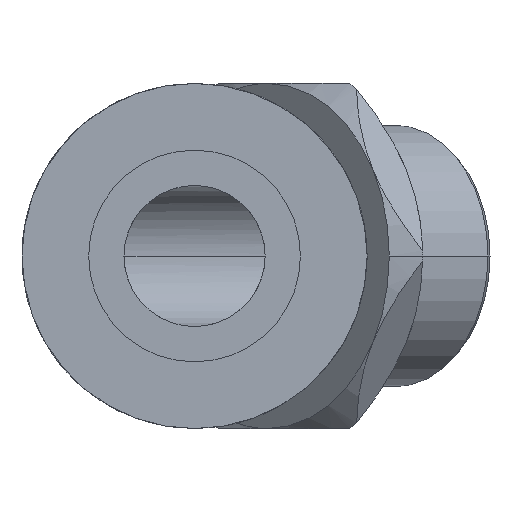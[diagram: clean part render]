
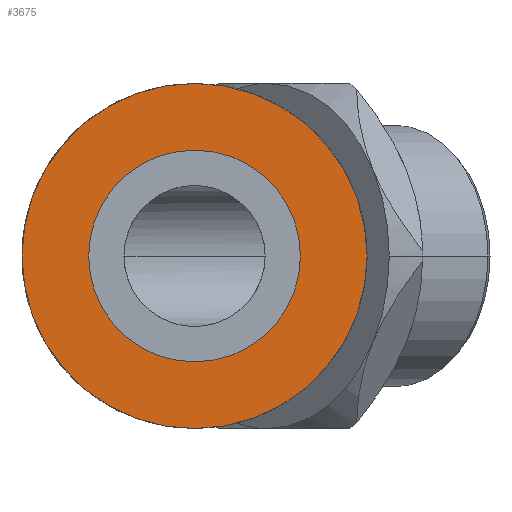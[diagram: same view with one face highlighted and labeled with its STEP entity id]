
A CAD part, left-side view. The second image highlights one B-rep face of the part: STEP entity #3675.
In plain terms, the highlighted planar face has unit normal (-1, 0, 0).
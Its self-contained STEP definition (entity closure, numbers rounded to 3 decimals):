
#50 = DIRECTION ( 'NONE',  ( 0., 0., 1. ) ) ;
#81 = DIRECTION ( 'NONE',  ( 0., 0., -1. ) ) ;
#542 = DIRECTION ( 'NONE',  ( 0., 0., -1. ) ) ;
#840 = CARTESIAN_POINT ( 'NONE',  ( 0., 0., 0. ) ) ;
#1007 = EDGE_CURVE ( 'NONE', #7272, #2568, #3208, .T. ) ;
#1172 = EDGE_CURVE ( 'NONE', #2568, #7272, #1381, .T. ) ;
#1381 = CIRCLE ( 'NONE', #2803, 6.75 ) ;
#1393 = DIRECTION ( 'NONE',  ( 1., 0., 0. ) ) ;
#2138 = VERTEX_POINT ( 'NONE', #3017 ) ;
#2568 = VERTEX_POINT ( 'NONE', #5778 ) ;
#2803 = AXIS2_PLACEMENT_3D ( 'NONE', #840, #4297, #81 ) ;
#3017 = CARTESIAN_POINT ( 'NONE',  ( 0., 0., 11. ) ) ;
#3208 = CIRCLE ( 'NONE', #6338, 6.75 ) ;
#3474 = CARTESIAN_POINT ( 'NONE',  ( 0., 0., 0. ) ) ;
#3669 = CIRCLE ( 'NONE', #3938, 11. ) ;
#3675 = ADVANCED_FACE ( 'NONE', ( #5382, #8038 ), #4006, .F. ) ;
#3938 = AXIS2_PLACEMENT_3D ( 'NONE', #3474, #6222, #50 ) ;
#3957 = ORIENTED_EDGE ( 'NONE', *, *, #5077, .T. ) ;
#4006 = PLANE ( 'NONE',  #7624 ) ;
#4110 = CARTESIAN_POINT ( 'NONE',  ( 0., 0., 6.75 ) ) ;
#4140 = ORIENTED_EDGE ( 'NONE', *, *, #6706, .T. ) ;
#4297 = DIRECTION ( 'NONE',  ( 1., 0., 0. ) ) ;
#4759 = DIRECTION ( 'NONE',  ( 1., 0., 0. ) ) ;
#4800 = CIRCLE ( 'NONE', #8623, 11. ) ;
#4987 = ORIENTED_EDGE ( 'NONE', *, *, #1172, .T. ) ;
#5029 = VERTEX_POINT ( 'NONE', #7552 ) ;
#5077 = EDGE_CURVE ( 'NONE', #5029, #2138, #3669, .T. ) ;
#5382 = FACE_BOUND ( 'NONE', #8673, .T. ) ;
#5763 = DIRECTION ( 'NONE',  ( -1., 0., 0. ) ) ;
#5778 = CARTESIAN_POINT ( 'NONE',  ( 0., 0., -6.75 ) ) ;
#6012 = EDGE_LOOP ( 'NONE', ( #4140, #3957 ) ) ;
#6222 = DIRECTION ( 'NONE',  ( -1., 0., 0. ) ) ;
#6338 = AXIS2_PLACEMENT_3D ( 'NONE', #8752, #4759, #7472 ) ;
#6706 = EDGE_CURVE ( 'NONE', #2138, #5029, #4800, .T. ) ;
#7272 = VERTEX_POINT ( 'NONE', #4110 ) ;
#7314 = ORIENTED_EDGE ( 'NONE', *, *, #1007, .T. ) ;
#7472 = DIRECTION ( 'NONE',  ( 0., 0., -1. ) ) ;
#7552 = CARTESIAN_POINT ( 'NONE',  ( 0., 0., -11. ) ) ;
#7624 = AXIS2_PLACEMENT_3D ( 'NONE', #8086, #1393, #542 ) ;
#7761 = CARTESIAN_POINT ( 'NONE',  ( 0., 0., 0. ) ) ;
#8038 = FACE_OUTER_BOUND ( 'NONE', #6012, .T. ) ;
#8086 = CARTESIAN_POINT ( 'NONE',  ( 0., 0., 0. ) ) ;
#8430 = DIRECTION ( 'NONE',  ( 0., 0., 1. ) ) ;
#8623 = AXIS2_PLACEMENT_3D ( 'NONE', #7761, #5763, #8430 ) ;
#8673 = EDGE_LOOP ( 'NONE', ( #7314, #4987 ) ) ;
#8752 = CARTESIAN_POINT ( 'NONE',  ( 0., 0., 0. ) ) ;
